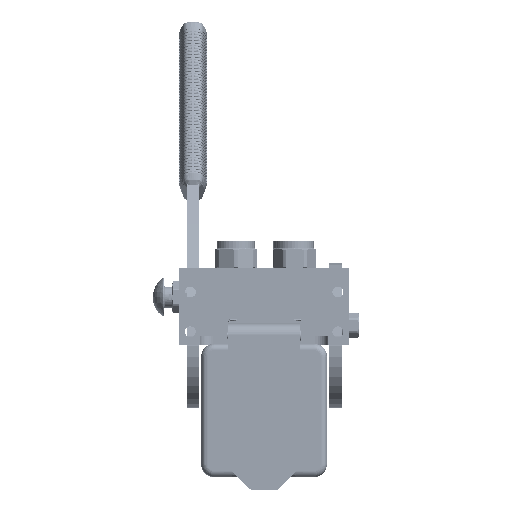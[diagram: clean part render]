
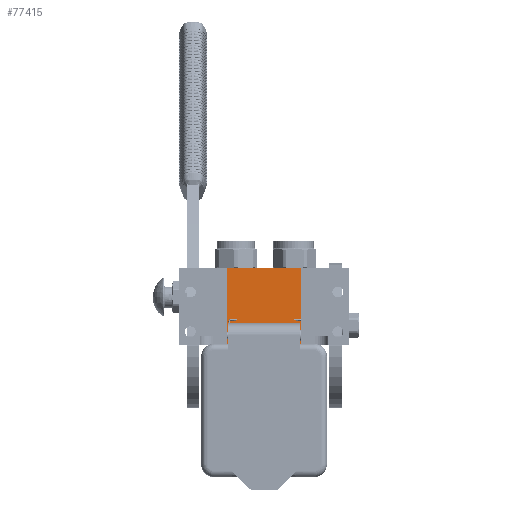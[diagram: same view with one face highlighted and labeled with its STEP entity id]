
A CAD part, left-side view. The second image highlights one B-rep face of the part: STEP entity #77415.
In plain terms, the highlighted face is planar.
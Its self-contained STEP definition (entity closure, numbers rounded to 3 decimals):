
#1670 = VERTEX_POINT ( 'NONE', #95152 ) ;
#3221 = EDGE_CURVE ( 'NONE', #153041, #1670, #92029, .T. ) ;
#5541 = EDGE_CURVE ( 'NONE', #43968, #127447, #117764, .T. ) ;
#32410 = AXIS2_PLACEMENT_3D ( 'NONE', #153667, #77181, #129581 ) ;
#43968 = VERTEX_POINT ( 'NONE', #69813 ) ;
#45177 = VECTOR ( 'NONE', #101070, 1000. ) ;
#52911 = VECTOR ( 'NONE', #88097, 1000. ) ;
#60599 = EDGE_LOOP ( 'NONE', ( #122544, #157368, #168752, #110722 ) ) ;
#64985 = FACE_OUTER_BOUND ( 'NONE', #60599, .T. ) ;
#69181 = VECTOR ( 'NONE', #164083, 1000. ) ;
#69813 = CARTESIAN_POINT ( 'NONE',  ( 29., 0., -107.5 ) ) ;
#70449 = DIRECTION ( 'NONE',  ( 0., 1., 0. ) ) ;
#71127 = LINE ( 'NONE', #73427, #69181 ) ;
#73427 = CARTESIAN_POINT ( 'NONE',  ( 29., 0., -107.5 ) ) ;
#77181 = DIRECTION ( 'NONE',  ( 0., 0., -1. ) ) ;
#77254 = EDGE_CURVE ( 'NONE', #127447, #1670, #122258, .T. ) ;
#77415 = ADVANCED_FACE ( 'NONE', ( #64985 ), #102902, .T. ) ;
#79643 = CARTESIAN_POINT ( 'NONE',  ( 29., 60.2, -107.5 ) ) ;
#87167 = VECTOR ( 'NONE', #70449, 1000. ) ;
#88097 = DIRECTION ( 'NONE',  ( -1., 0., 0. ) ) ;
#92029 = LINE ( 'NONE', #166056, #45177 ) ;
#95152 = CARTESIAN_POINT ( 'NONE',  ( -29., 60.2, -107.5 ) ) ;
#97221 = CARTESIAN_POINT ( 'NONE',  ( 29., 0., -107.5 ) ) ;
#101070 = DIRECTION ( 'NONE',  ( 0., 1., 0. ) ) ;
#102902 = PLANE ( 'NONE',  #32410 ) ;
#104471 = CARTESIAN_POINT ( 'NONE',  ( -29., 0., -107.5 ) ) ;
#105985 = EDGE_CURVE ( 'NONE', #43968, #153041, #71127, .T. ) ;
#110722 = ORIENTED_EDGE ( 'NONE', *, *, #105985, .T. ) ;
#117764 = LINE ( 'NONE', #97221, #87167 ) ;
#122258 = LINE ( 'NONE', #127382, #52911 ) ;
#122544 = ORIENTED_EDGE ( 'NONE', *, *, #3221, .T. ) ;
#127382 = CARTESIAN_POINT ( 'NONE',  ( 29., 60.2, -107.5 ) ) ;
#127447 = VERTEX_POINT ( 'NONE', #79643 ) ;
#129581 = DIRECTION ( 'NONE',  ( -1., 0., 0. ) ) ;
#153041 = VERTEX_POINT ( 'NONE', #104471 ) ;
#153667 = CARTESIAN_POINT ( 'NONE',  ( 29., 0., -107.5 ) ) ;
#157368 = ORIENTED_EDGE ( 'NONE', *, *, #77254, .F. ) ;
#164083 = DIRECTION ( 'NONE',  ( -1., 0., 0. ) ) ;
#166056 = CARTESIAN_POINT ( 'NONE',  ( -29., 0., -107.5 ) ) ;
#168752 = ORIENTED_EDGE ( 'NONE', *, *, #5541, .F. ) ;
